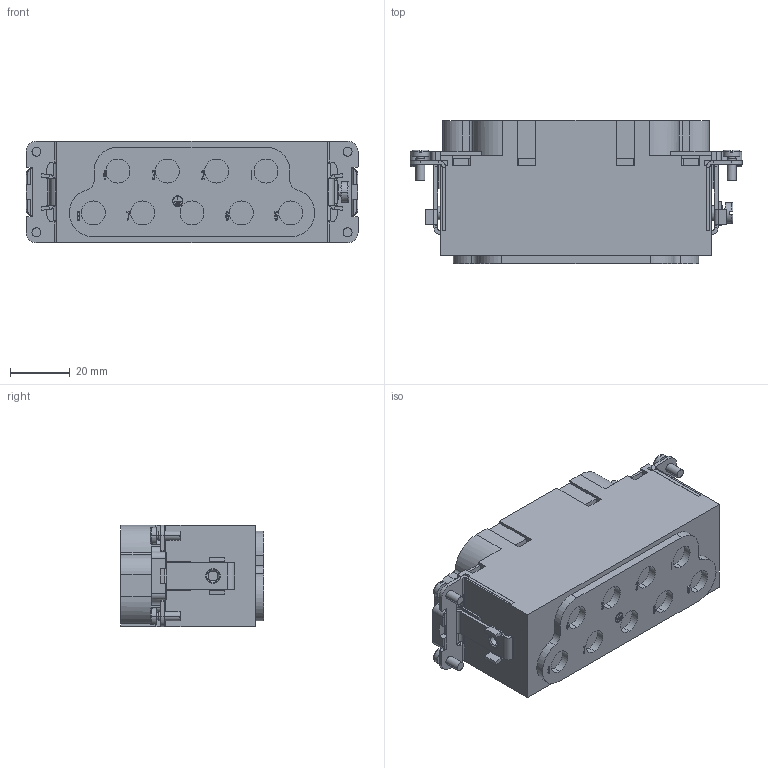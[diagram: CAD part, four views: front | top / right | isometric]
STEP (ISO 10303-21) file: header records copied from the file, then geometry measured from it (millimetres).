
FILE_DESCRIPTION((''),'2;1');
FILE_NAME('M','2017-09-07T',('tl.yang'),(''),'PRO/ENGINEER BY PARAMETRIC TECHNOLOGY CORPORATION, 2011500','PRO/ENGINEER BY PARAMETRIC TECHNOLOGY CORPORATION, 2011500','');
FILE_SCHEMA(('CONFIG_CONTROL_DESIGN'));
Length unit declared in the file: millimetre
Products named in the file (1): M
Bounding box: 111 x 47.85 x 34 mm (x, y, z)
Volume: 113718.5 mm3; surface area: 31786.2 mm2
Topology: 1 solids, 5 shells, 1451 faces, 3985 edges, 2626 vertices
Faces by surface type: plane 1079, cylinder 281, torus 40, bspline 20, sphere 17, cone 14
Entity records: 46805 total; most frequent: CARTESIAN_POINT 9582, ORIENTED_EDGE 7970, DIRECTION 7376, EDGE_CURVE 3985, VECTOR 3118, LINE 3118, VERTEX_POINT 2626, AXIS2_PLACEMENT_3D 2129
